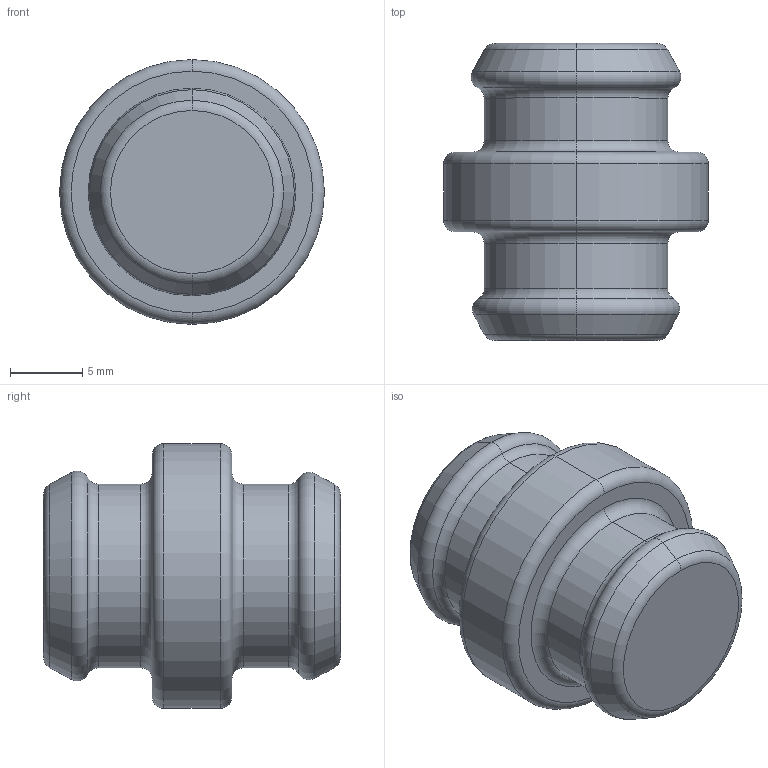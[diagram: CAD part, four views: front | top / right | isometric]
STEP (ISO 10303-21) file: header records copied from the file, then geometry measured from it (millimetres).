
FILE_DESCRIPTION (( 'STEP AP203' ), '1' );
FILE_NAME ('landing-gear-foot.STEP', '2022-07-07T03:45:20', ( '' ), ( '' ), 'SwSTEP 2.0', 'SolidWorks 2020', '' );
FILE_SCHEMA (( 'CONFIG_CONTROL_DESIGN' ));
Length unit declared in the file: millimetre
Products named in the file (1): landing-gear-foot
Bounding box: 18.28 x 20.5 x 18.28 mm (x, y, z)
Volume: 1934.4 mm3; surface area: 1998.9 mm2
Topology: 1 solids, 1 shells, 40 faces, 78 edges, 42 vertices
Faces by surface type: torus 24, cylinder 8, cone 4, plane 4
Entity records: 1105 total; most frequent: DIRECTION 226, CARTESIAN_POINT 161, ORIENTED_EDGE 156, AXIS2_PLACEMENT_3D 107, EDGE_CURVE 78, CIRCLE 66, VERTEX_POINT 42, EDGE_LOOP 42
